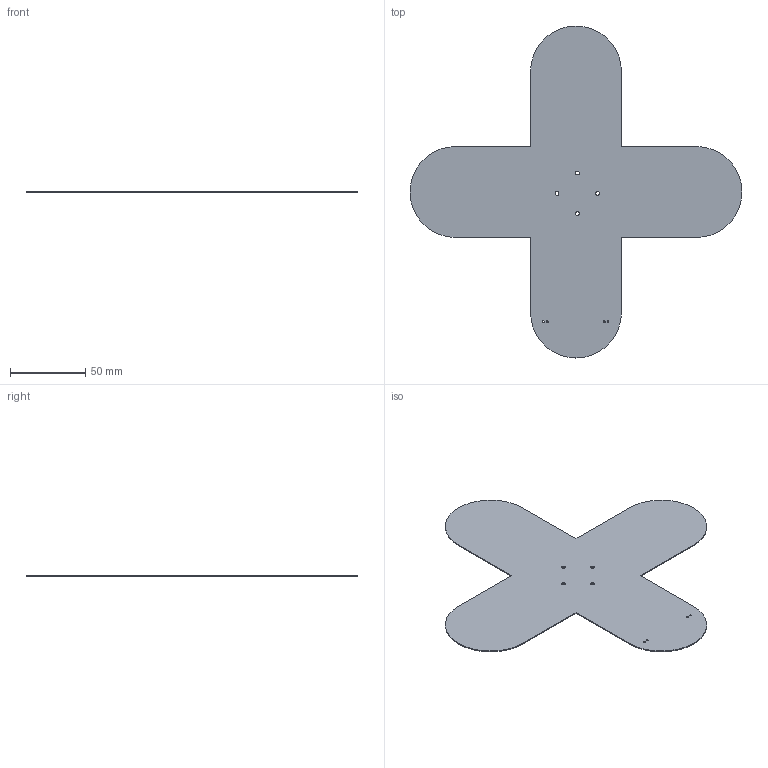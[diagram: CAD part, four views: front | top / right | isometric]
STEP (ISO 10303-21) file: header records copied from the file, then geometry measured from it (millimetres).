
FILE_DESCRIPTION(('KiCad electronic assembly'),'2;1');
FILE_NAME('Project NEO Zia REV 6.step','2025-10-09T23:00:37',('Pcbnew'), ('Kicad'),'Open CASCADE STEP processor 7.8','KiCad to STEP converter', 'Unknown');
FILE_SCHEMA(('AUTOMOTIVE_DESIGN { 1 0 10303 214 1 1 1 1 }'));
Length unit declared in the file: millimetre
Products named in the file (2): Project NEO Zia REV 6 1; Project NEO Zia REV 6_PCB
Assembly tree (1 placements, depth 2):
  Project NEO Zia REV 6 1
    Project NEO Zia REV 6_PCB
Bounding box: 220.2 x 220.2 x 0.61 mm (x, y, z)
Volume: 13014.7 mm3; surface area: 43173.4 mm2
Topology: 1 solids, 1 shells, 22 faces, 60 edges, 40 vertices
Faces by surface type: cylinder 12, plane 10
Full cylindrical faces by diameter (mm): 1.19 x4, 2.493 x4
Entity records: 777 total; most frequent: DIRECTION 132, CARTESIAN_POINT 124, ORIENTED_EDGE 120, EDGE_CURVE 60, AXIS2_PLACEMENT_3D 48, VERTEX_POINT 40, FACE_BOUND 38, EDGE_LOOP 38
